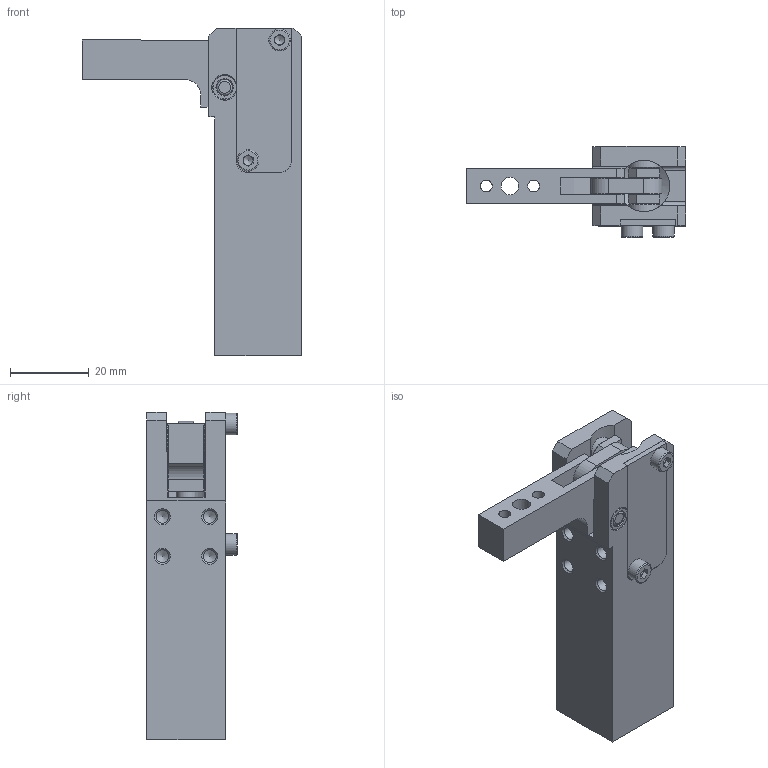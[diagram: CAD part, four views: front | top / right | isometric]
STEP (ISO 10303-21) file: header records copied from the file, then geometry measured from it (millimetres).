
FILE_DESCRIPTION (( 'STEP AP214' ), '1' );
FILE_NAME ('P10-10.STEP', '2025-10-16T07:48:28', ( '' ), ( '' ), 'SwSTEP 2.0', 'SolidWorks 2024', '' );
FILE_SCHEMA (( 'AUTOMOTIVE_DESIGN' ));
Length unit declared in the file: millimetre
Products named in the file (14): P10-10_07-00-00-00_Sac_Kapak; P10-10_03-00-00-00_Rulman; Q_4x8_5_Pin; Q_DIN_912_M3x4; P10-10_02-00_00_00_Piston_Mili; Q_4x16_Pin; P10-10_01-01-00-00_Govde; P10-10_06-00-00-00_Alt_Kapak; Q_4x20_Pin; P10-10_04-00-00-00_Mafsal; P10-10_05-00-00-00_Baski_Kolu; P10-10; Q_D4xD6x4_TRA010; Q_Circlips_din472_15_1
Assembly tree (16 placements, depth 2):
  P10-10
    P10-10_02-00_00_00_Piston_Mili
    P10-10_05-00-00-00_Baski_Kolu
    Q_4x20_Pin
    P10-10_01-01-00-00_Govde
    P10-10_07-00-00-00_Sac_Kapak
    P10-10_04-00-00-00_Mafsal
    P10-10_06-00-00-00_Alt_Kapak
    Q_Circlips_din472_15_1
    P10-10_03-00-00-00_Rulman  x2
    Q_4x16_Pin
    Q_4x8_5_Pin
    Q_D4xD6x4_TRA010  x2
    Q_DIN_912_M3x4  x2
Bounding box: 55.5 x 22.99 x 83 mm (x, y, z)
Volume: 30388.5 mm3; surface area: 19043.6 mm2
Topology: 16 solids, 16 shells, 282 faces, 685 edges, 442 vertices
Faces by surface type: plane 137, cylinder 82, cone 51, torus 12
Full cylindrical faces by diameter (mm): 1.7 x2, 2.5 x2, 3 x4, 3.2 x2, 3.242 x8, 4 x14, 4.134 x2, 4.5 x1, 4.9 x1, 5 x1, 5.5 x2, 6 x4, 8 x2, 9.8 x1, 10 x1, 13 x1, 14.9 x1, 15 x1, 15.7 x1
Entity records: 7225 total; most frequent: CARTESIAN_POINT 1359, DIRECTION 1178, ORIENTED_EDGE 948, EDGE_CURVE 474, AXIS2_PLACEMENT_3D 462, EDGE_LOOP 389, VERTEX_POINT 355, FACE_OUTER_BOUND 300
